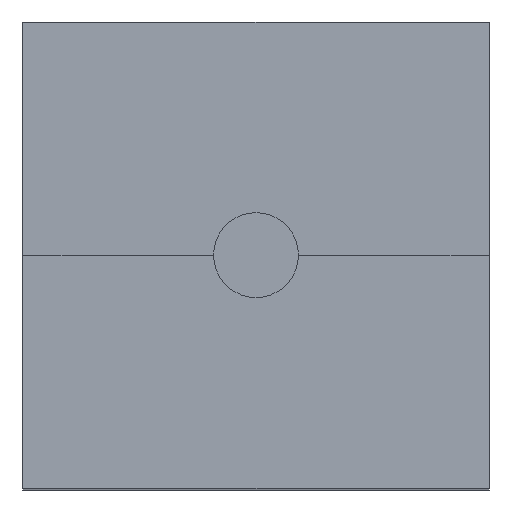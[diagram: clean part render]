
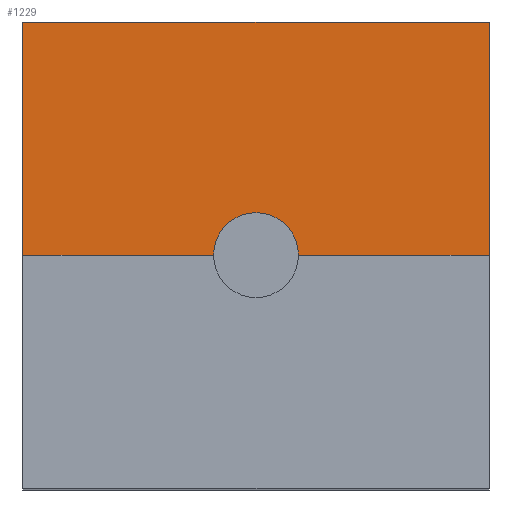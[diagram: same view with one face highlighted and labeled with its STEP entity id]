
A CAD part, top view. The second image highlights one B-rep face of the part: STEP entity #1229.
In plain terms, the highlighted planar face has unit normal (0, 0, 1).
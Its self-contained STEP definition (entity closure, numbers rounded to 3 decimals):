
#101=LINE('',#2159,#172);
#104=LINE('',#2165,#175);
#106=LINE('',#2170,#177);
#109=LINE('',#2176,#180);
#110=LINE('',#2179,#181);
#172=VECTOR('',#1573,10.);
#175=VECTOR('',#1578,10.);
#177=VECTOR('',#1582,10.);
#180=VECTOR('',#1589,10.);
#181=VECTOR('',#1592,10.);
#276=FACE_OUTER_BOUND('',#353,.T.);
#353=EDGE_LOOP('',(#893,#894,#895,#896,#897,#898));
#442=CIRCLE('',#1347,5.);
#540=VERTEX_POINT('',#2153);
#542=VERTEX_POINT('',#2157);
#544=VERTEX_POINT('',#2163);
#545=VERTEX_POINT('',#2167);
#547=VERTEX_POINT('',#2175);
#548=VERTEX_POINT('',#2177);
#678=EDGE_CURVE('',#540,#542,#101,.F.);
#681=EDGE_CURVE('',#542,#544,#104,.F.);
#683=EDGE_CURVE('',#544,#545,#106,.F.);
#686=EDGE_CURVE('',#547,#545,#109,.T.);
#687=EDGE_CURVE('',#547,#548,#442,.T.);
#688=EDGE_CURVE('',#540,#548,#110,.T.);
#893=ORIENTED_EDGE('',*,*,#686,.F.);
#894=ORIENTED_EDGE('',*,*,#687,.T.);
#895=ORIENTED_EDGE('',*,*,#688,.F.);
#896=ORIENTED_EDGE('',*,*,#678,.T.);
#897=ORIENTED_EDGE('',*,*,#681,.T.);
#898=ORIENTED_EDGE('',*,*,#683,.T.);
#1190=PLANE('',#1346);
#1229=ADVANCED_FACE('',(#276),#1190,.T.);
#1346=AXIS2_PLACEMENT_3D('',#2174,#1587,#1588);
#1347=AXIS2_PLACEMENT_3D('',#2178,#1590,#1591);
#1573=DIRECTION('',(0.,-1.,0.));
#1578=DIRECTION('',(1.,0.,0.));
#1582=DIRECTION('',(0.,1.,0.));
#1587=DIRECTION('center_axis',(0.,0.,1.));
#1588=DIRECTION('ref_axis',(1.,0.,0.));
#1589=DIRECTION('',(-1.,0.,0.));
#1590=DIRECTION('center_axis',(0.,0.,-1.));
#1591=DIRECTION('ref_axis',(1.,0.,0.));
#1592=DIRECTION('',(-1.,0.,0.));
#2153=CARTESIAN_POINT('',(27.473,-0.01,110.666));
#2157=CARTESIAN_POINT('',(27.473,27.463,110.666));
#2159=CARTESIAN_POINT('',(27.473,-0.01,110.666));
#2163=CARTESIAN_POINT('',(-27.473,27.463,110.666));
#2165=CARTESIAN_POINT('',(0.,27.463,110.666));
#2167=CARTESIAN_POINT('',(-27.473,-0.01,110.666));
#2170=CARTESIAN_POINT('',(-27.473,-0.01,110.666));
#2174=CARTESIAN_POINT('Origin',(0.,-0.01,110.666));
#2175=CARTESIAN_POINT('',(-5.,-0.01,110.666));
#2176=CARTESIAN_POINT('',(0.,-0.01,110.666));
#2177=CARTESIAN_POINT('',(5.,-0.01,110.666));
#2178=CARTESIAN_POINT('Origin',(0.,-0.01,110.666));
#2179=CARTESIAN_POINT('',(0.,-0.01,110.666));
